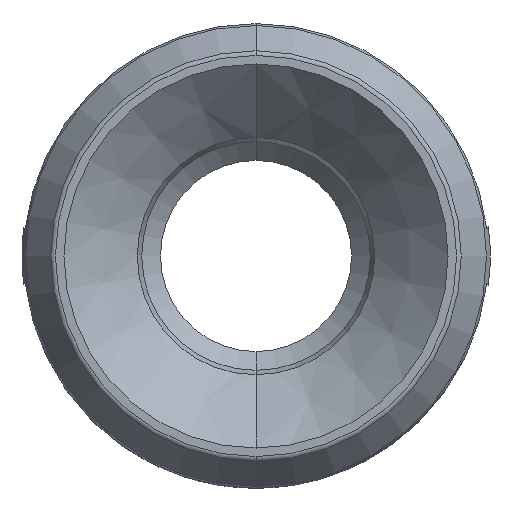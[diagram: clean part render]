
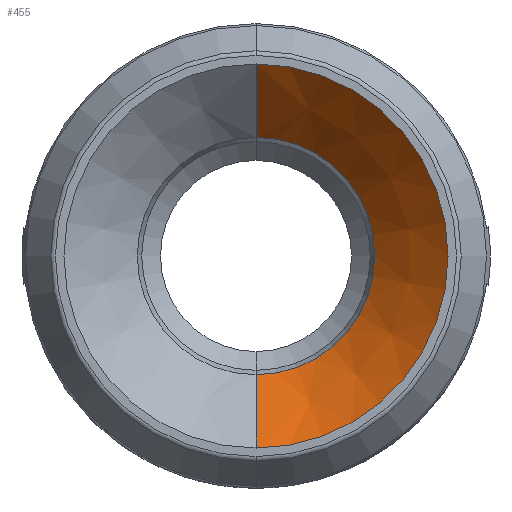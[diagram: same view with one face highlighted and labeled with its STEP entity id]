
A CAD part, front view. The second image highlights one B-rep face of the part: STEP entity #455.
In plain terms, the highlighted conical face has half-angle 45 degrees and reference radius 10.25 mm.
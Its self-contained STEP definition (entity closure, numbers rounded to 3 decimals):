
#1 = DIRECTION ( 'NONE',  ( 0., 1., 0. ) ) ;
#28 = ORIENTED_EDGE ( 'NONE', *, *, #1600, .T. ) ;
#44 = VERTEX_POINT ( 'NONE', #1284 ) ;
#207 = VECTOR ( 'NONE', #507, 1000. ) ;
#258 = LINE ( 'NONE', #501, #207 ) ;
#273 = ORIENTED_EDGE ( 'NONE', *, *, #1614, .F. ) ;
#296 = VECTOR ( 'NONE', #511, 1000. ) ;
#323 = FACE_OUTER_BOUND ( 'NONE', #1571, .T. ) ;
#387 = CARTESIAN_POINT ( 'NONE',  ( 0., -7.934, -6.334 ) ) ;
#403 = CIRCLE ( 'NONE', #1351, 10.25 ) ;
#411 = LINE ( 'NONE', #572, #296 ) ;
#455 = ADVANCED_FACE ( 'NONE', ( #323 ), #1731, .F. ) ;
#501 = CARTESIAN_POINT ( 'NONE',  ( 0., -11.85, -10.25 ) ) ;
#507 = DIRECTION ( 'NONE',  ( 0., -0.707, -0.707 ) ) ;
#511 = DIRECTION ( 'NONE',  ( 0., -0.707, 0.707 ) ) ;
#533 = VERTEX_POINT ( 'NONE', #387 ) ;
#546 = AXIS2_PLACEMENT_3D ( 'NONE', #740, #555, #586 ) ;
#555 = DIRECTION ( 'NONE',  ( 0., -1., 0. ) ) ;
#572 = CARTESIAN_POINT ( 'NONE',  ( 0., -11.85, 10.25 ) ) ;
#586 = DIRECTION ( 'NONE',  ( 0., 0., -1. ) ) ;
#622 = ORIENTED_EDGE ( 'NONE', *, *, #1312, .T. ) ;
#740 = CARTESIAN_POINT ( 'NONE',  ( 0., -11.85, 0. ) ) ;
#806 = CARTESIAN_POINT ( 'NONE',  ( 0., -7.934, 0. ) ) ;
#813 = CARTESIAN_POINT ( 'NONE',  ( 0., -11.85, 0. ) ) ;
#814 = ORIENTED_EDGE ( 'NONE', *, *, #1299, .F. ) ;
#955 = DIRECTION ( 'NONE',  ( 0., 0., 1. ) ) ;
#964 = DIRECTION ( 'NONE',  ( 0., 0., 1. ) ) ;
#1099 = CARTESIAN_POINT ( 'NONE',  ( 0., -11.85, -10.25 ) ) ;
#1105 = VERTEX_POINT ( 'NONE', #1111 ) ;
#1111 = CARTESIAN_POINT ( 'NONE',  ( 0., -11.85, 10.25 ) ) ;
#1185 = AXIS2_PLACEMENT_3D ( 'NONE', #806, #1735, #955 ) ;
#1284 = CARTESIAN_POINT ( 'NONE',  ( 0., -7.934, 6.334 ) ) ;
#1299 = EDGE_CURVE ( 'NONE', #44, #1105, #411, .T. ) ;
#1312 = EDGE_CURVE ( 'NONE', #533, #1617, #258, .T. ) ;
#1351 = AXIS2_PLACEMENT_3D ( 'NONE', #813, #1, #964 ) ;
#1571 = EDGE_LOOP ( 'NONE', ( #814, #28, #622, #273 ) ) ;
#1600 = EDGE_CURVE ( 'NONE', #44, #533, #1730, .T. ) ;
#1614 = EDGE_CURVE ( 'NONE', #1105, #1617, #403, .T. ) ;
#1617 = VERTEX_POINT ( 'NONE', #1099 ) ;
#1730 = CIRCLE ( 'NONE', #1185, 6.334 ) ;
#1731 = CONICAL_SURFACE ( 'NONE', #546, 10.25, 0.785 ) ;
#1735 = DIRECTION ( 'NONE',  ( 0., 1., 0. ) ) ;
